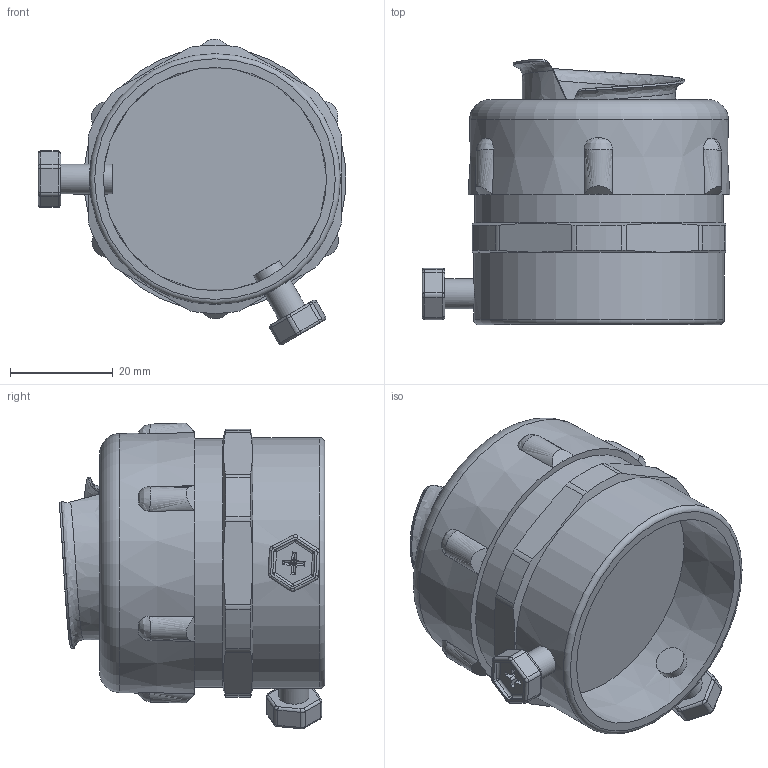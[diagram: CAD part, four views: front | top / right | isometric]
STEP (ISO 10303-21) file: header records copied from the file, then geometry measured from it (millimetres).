
FILE_DESCRIPTION(/* description */ (''),/* implementation_level */ '2;1');
FILE_NAME(/* name */ '',/* time_stamp */ '2025-06-05T08:37:17+07:00',/* author */ ('zeta-82'),/* organization */ (''),/* preprocessor_version */ 'ST-DEVELOPER v19.2',/* originating_system */ 'Autodesk Inventor 2024',/* authorisation */ '');
FILE_SCHEMA (('AUTOMOTIVE_DESIGN { 1 0 10303 214 3 1 1 }'));
Length unit declared in the file: millimetre
Products named in the file (1): МТ-32
Bounding box: 59.87 x 51.64 x 59.44 mm (x, y, z)
Volume: 62977.1 mm3; surface area: 16943.4 mm2
Topology: 7 solids, 8 shells, 287 faces, 691 edges, 425 vertices
Faces by surface type: cylinder 121, plane 73, bspline 66, sphere 12, cone 11, torus 4
Full cylindrical faces by diameter (mm): 5.8 x4, 29 x1, 29.8 x1, 40 x1, 42.5 x1, 48.4 x1, 48.8 x1
Entity records: 10837 total; most frequent: CARTESIAN_POINT 4009, ORIENTED_EDGE 1376, DIRECTION 1317, EDGE_CURVE 688, AXIS2_PLACEMENT_3D 508, VERTEX_POINT 430, EDGE_LOOP 302, LINE 301
